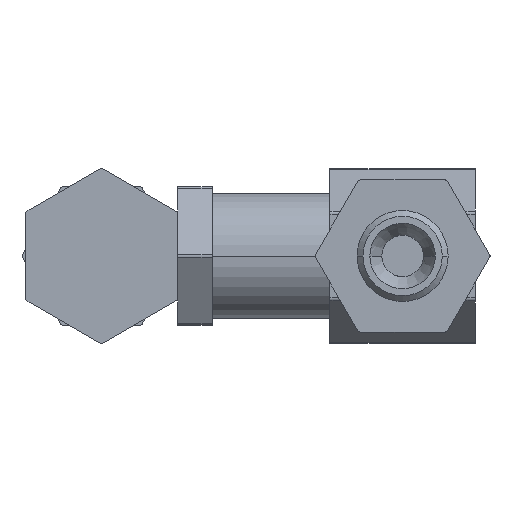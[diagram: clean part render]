
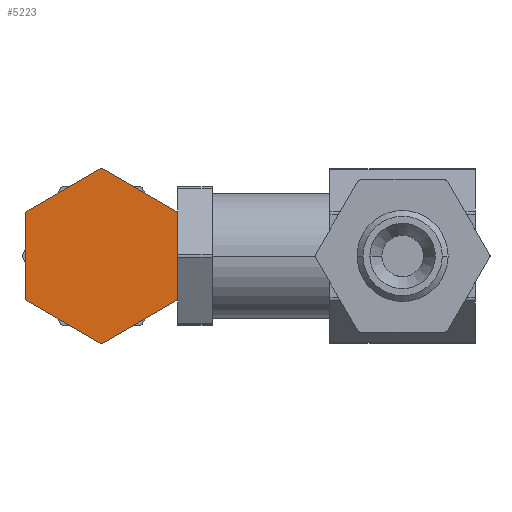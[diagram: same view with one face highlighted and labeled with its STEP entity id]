
A CAD part, left-side view. The second image highlights one B-rep face of the part: STEP entity #5223.
In plain terms, the highlighted planar face has unit normal (-1, 0, 0).
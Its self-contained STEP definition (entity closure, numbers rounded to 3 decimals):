
#1680=DIRECTION('',(0.,0.,1.));
#1681=VECTOR('',#1680,4.249);
#1682=CARTESIAN_POINT('',(-10.5,-11.,1.813));
#1683=LINE('',#1682,#1681);
#1690=CARTESIAN_POINT('',(-10.5,-10.5,6.062));
#1691=DIRECTION('',(-1.,0.,0.));
#1692=DIRECTION('',(0.,-1.,0.));
#1693=AXIS2_PLACEMENT_3D('',#1690,#1691,#1692);
#1695=DIRECTION('',(0.,0.,-1.));
#1696=VECTOR('',#1695,3.627);
#1697=CARTESIAN_POINT('',(-10.5,-11.,1.813));
#1698=LINE('',#1697,#1696);
#1699=CARTESIAN_POINT('',(-10.5,-10.5,-6.062));
#1700=DIRECTION('',(-1.,0.,0.));
#1701=DIRECTION('',(0.,-0.5,-0.866));
#1702=AXIS2_PLACEMENT_3D('',#1699,#1700,#1701);
#1704=DIRECTION('',(0.,0.866,-0.5));
#1705=VECTOR('',#1704,12.124);
#1706=CARTESIAN_POINT('',(-10.5,-10.75,-6.495));
#1707=LINE('',#1706,#1705);
#1708=CARTESIAN_POINT('',(-10.5,0.,-12.124));
#1709=DIRECTION('',(-1.,0.,0.));
#1710=DIRECTION('',(0.,0.5,-0.866));
#1711=AXIS2_PLACEMENT_3D('',#1708,#1709,#1710);
#1713=DIRECTION('',(0.,0.866,0.5));
#1714=VECTOR('',#1713,12.124);
#1715=CARTESIAN_POINT('',(-10.5,0.25,-12.557));
#1716=LINE('',#1715,#1714);
#1717=CARTESIAN_POINT('',(-10.5,10.5,-6.062));
#1718=DIRECTION('',(-1.,0.,0.));
#1719=DIRECTION('',(0.,1.,0.));
#1720=AXIS2_PLACEMENT_3D('',#1717,#1718,#1719);
#1722=DIRECTION('',(0.,0.,1.));
#1723=VECTOR('',#1722,12.124);
#1724=CARTESIAN_POINT('',(-10.5,11.,-6.062));
#1725=LINE('',#1724,#1723);
#1726=CARTESIAN_POINT('',(-10.5,10.5,6.062));
#1727=DIRECTION('',(-1.,0.,0.));
#1728=DIRECTION('',(0.,0.5,0.866));
#1729=AXIS2_PLACEMENT_3D('',#1726,#1727,#1728);
#1731=DIRECTION('',(0.,-0.866,0.5));
#1732=VECTOR('',#1731,12.124);
#1733=CARTESIAN_POINT('',(-10.5,10.75,6.495));
#1734=LINE('',#1733,#1732);
#1735=CARTESIAN_POINT('',(-10.5,0.,12.124));
#1736=DIRECTION('',(-1.,0.,0.));
#1737=DIRECTION('',(0.,-0.5,0.866));
#1738=AXIS2_PLACEMENT_3D('',#1735,#1736,#1737);
#1740=DIRECTION('',(0.,-0.866,-0.5));
#1741=VECTOR('',#1740,12.124);
#1742=CARTESIAN_POINT('',(-10.5,-0.25,12.557));
#1743=LINE('',#1742,#1741);
#1965=DIRECTION('',(0.,0.,1.));
#1966=VECTOR('',#1965,4.249);
#1967=CARTESIAN_POINT('',(-10.5,-11.,-6.062));
#1968=LINE('',#1967,#1966);
#2603=CARTESIAN_POINT('',(-10.5,-11.,1.813));
#2604=CARTESIAN_POINT('',(-10.5,-11.,-1.813));
#2605=VERTEX_POINT('',#2603);
#2606=VERTEX_POINT('',#2604);
#2890=CARTESIAN_POINT('',(-10.5,-11.,6.062));
#2891=CARTESIAN_POINT('',(-10.5,-10.75,6.495));
#2892=VERTEX_POINT('',#2890);
#2893=VERTEX_POINT('',#2891);
#2910=CARTESIAN_POINT('',(-10.5,-10.75,-6.495));
#2912=VERTEX_POINT('',#2910);
#2914=CARTESIAN_POINT('',(-10.5,-11.,-6.062));
#2915=VERTEX_POINT('',#2914);
#2920=CARTESIAN_POINT('',(-10.5,0.25,-12.557));
#2921=CARTESIAN_POINT('',(-10.5,-0.25,-12.557));
#2922=VERTEX_POINT('',#2920);
#2923=VERTEX_POINT('',#2921);
#2928=CARTESIAN_POINT('',(-10.5,11.,-6.062));
#2929=CARTESIAN_POINT('',(-10.5,10.75,-6.495));
#2930=VERTEX_POINT('',#2928);
#2931=VERTEX_POINT('',#2929);
#2936=CARTESIAN_POINT('',(-10.5,10.75,6.495));
#2937=CARTESIAN_POINT('',(-10.5,11.,6.062));
#2938=VERTEX_POINT('',#2936);
#2939=VERTEX_POINT('',#2937);
#2944=CARTESIAN_POINT('',(-10.5,-0.25,12.557));
#2945=CARTESIAN_POINT('',(-10.5,0.25,12.557));
#2946=VERTEX_POINT('',#2944);
#2947=VERTEX_POINT('',#2945);
#5190=CARTESIAN_POINT('',(-10.5,0.,0.));
#5191=DIRECTION('',(-1.,0.,0.));
#5192=DIRECTION('',(0.,1.,0.));
#5193=AXIS2_PLACEMENT_3D('',#5190,#5191,#5192);
#5194=PLANE('',#5193);
#5195=ORIENTED_EDGE('',*,*,#5181,.F.);
#5196=ORIENTED_EDGE('',*,*,#5171,.F.);
#5198=ORIENTED_EDGE('',*,*,#5197,.T.);
#5200=ORIENTED_EDGE('',*,*,#5199,.F.);
#5202=ORIENTED_EDGE('',*,*,#5201,.F.);
#5204=ORIENTED_EDGE('',*,*,#5203,.T.);
#5206=ORIENTED_EDGE('',*,*,#5205,.F.);
#5208=ORIENTED_EDGE('',*,*,#5207,.T.);
#5210=ORIENTED_EDGE('',*,*,#5209,.F.);
#5212=ORIENTED_EDGE('',*,*,#5211,.T.);
#5214=ORIENTED_EDGE('',*,*,#5213,.F.);
#5216=ORIENTED_EDGE('',*,*,#5215,.T.);
#5218=ORIENTED_EDGE('',*,*,#5217,.F.);
#5220=ORIENTED_EDGE('',*,*,#5219,.T.);
#5221=EDGE_LOOP('',(#5195,#5196,#5198,#5200,#5202,#5204,#5206,#5208,#5210,#5212,
#5214,#5216,#5218,#5220));
#5222=FACE_OUTER_BOUND('',#5221,.F.);
#5223=ADVANCED_FACE('',(#5222),#5194,.T.);
#1694=CIRCLE('',#1693,0.5);
#1703=CIRCLE('',#1702,0.5);
#1712=CIRCLE('',#1711,0.5);
#1721=CIRCLE('',#1720,0.5);
#1730=CIRCLE('',#1729,0.5);
#1739=CIRCLE('',#1738,0.5);
#5171=EDGE_CURVE('',#2605,#2892,#1683,.T.);
#5181=EDGE_CURVE('',#2892,#2893,#1694,.T.);
#5197=EDGE_CURVE('',#2605,#2606,#1698,.T.);
#5199=EDGE_CURVE('',#2915,#2606,#1968,.T.);
#5201=EDGE_CURVE('',#2912,#2915,#1703,.T.);
#5203=EDGE_CURVE('',#2912,#2923,#1707,.T.);
#5205=EDGE_CURVE('',#2922,#2923,#1712,.T.);
#5207=EDGE_CURVE('',#2922,#2931,#1716,.T.);
#5209=EDGE_CURVE('',#2930,#2931,#1721,.T.);
#5211=EDGE_CURVE('',#2930,#2939,#1725,.T.);
#5213=EDGE_CURVE('',#2938,#2939,#1730,.T.);
#5215=EDGE_CURVE('',#2938,#2947,#1734,.T.);
#5217=EDGE_CURVE('',#2946,#2947,#1739,.T.);
#5219=EDGE_CURVE('',#2946,#2893,#1743,.T.);
